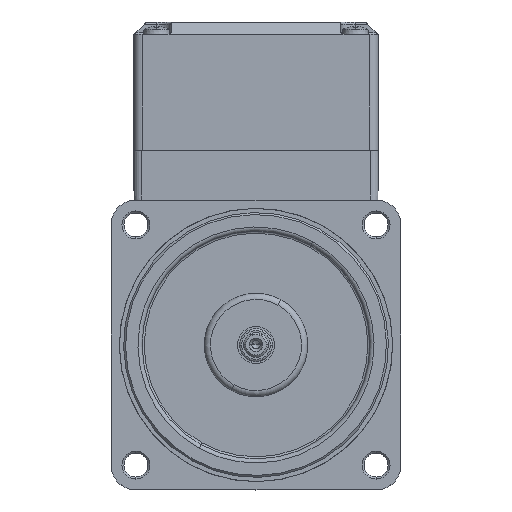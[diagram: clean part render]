
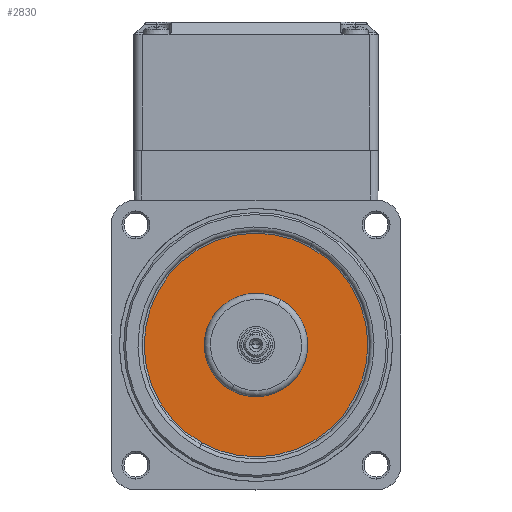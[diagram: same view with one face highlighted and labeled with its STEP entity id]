
A CAD part, top view. The second image highlights one B-rep face of the part: STEP entity #2830.
In plain terms, the highlighted face is planar.
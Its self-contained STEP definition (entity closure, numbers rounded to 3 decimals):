
#2612 = EDGE_CURVE ( 'NONE', #2676, #2677, #14762, .T. ) ;
#2659 = VERTEX_POINT ( 'NONE', #14887 ) ;
#2664 = VERTEX_POINT ( 'NONE', #14935 ) ;
#2670 = EDGE_CURVE ( 'NONE', #2664, #2659, #14931, .T. ) ;
#2676 = VERTEX_POINT ( 'NONE', #14908 ) ;
#2677 = VERTEX_POINT ( 'NONE', #14925 ) ;
#2773 = EDGE_LOOP ( 'NONE', ( #2833, #2791 ) ) ;
#2777 = EDGE_CURVE ( 'NONE', #2677, #2676, #15104, .T. ) ;
#2778 = EDGE_LOOP ( 'NONE', ( #2831, #2838 ) ) ;
#2791 = ORIENTED_EDGE ( 'NONE', *, *, #2612, .T. ) ;
#2830 = ADVANCED_FACE ( 'NONE', ( #15228, #15210 ), #15208, .T. ) ;
#2831 = ORIENTED_EDGE ( 'NONE', *, *, #2670, .F. ) ;
#2833 = ORIENTED_EDGE ( 'NONE', *, *, #2777, .T. ) ;
#2835 = EDGE_CURVE ( 'NONE', #2659, #2664, #15203, .T. ) ;
#2838 = ORIENTED_EDGE ( 'NONE', *, *, #2835, .F. ) ;
#14762 = CIRCLE ( 'NONE', #14803, 27. ) ;
#14788 = DIRECTION ( 'NONE',  ( -1., 0., 0. ) ) ;
#14789 = DIRECTION ( 'NONE',  ( 0., 0., -1. ) ) ;
#14790 = CARTESIAN_POINT ( 'NONE',  ( 0., 0., 4. ) ) ;
#14803 = AXIS2_PLACEMENT_3D ( 'NONE', #14790, #14789, #14788 ) ;
#14887 = CARTESIAN_POINT ( 'NONE',  ( 12.5, 0., 4. ) ) ;
#14908 = CARTESIAN_POINT ( 'NONE',  ( 27., 0., 4. ) ) ;
#14913 = DIRECTION ( 'NONE',  ( -1., 0., 0. ) ) ;
#14918 = AXIS2_PLACEMENT_3D ( 'NONE', #14923, #14924, #14913 ) ;
#14923 = CARTESIAN_POINT ( 'NONE',  ( 0., 0., 4. ) ) ;
#14924 = DIRECTION ( 'NONE',  ( 0., 0., -1. ) ) ;
#14925 = CARTESIAN_POINT ( 'NONE',  ( -27., 0., 4. ) ) ;
#14931 = CIRCLE ( 'NONE', #14918, 12.5 ) ;
#14935 = CARTESIAN_POINT ( 'NONE',  ( -12.5, 0., 4. ) ) ;
#15104 = CIRCLE ( 'NONE', #15121, 27. ) ;
#15121 = AXIS2_PLACEMENT_3D ( 'NONE', #15122, #15165, #15164 ) ;
#15122 = CARTESIAN_POINT ( 'NONE',  ( 0., 0., 4. ) ) ;
#15164 = DIRECTION ( 'NONE',  ( -1., 0., 0. ) ) ;
#15165 = DIRECTION ( 'NONE',  ( 0., 0., -1. ) ) ;
#15200 = DIRECTION ( 'NONE',  ( 0., 0., -1. ) ) ;
#15201 = CARTESIAN_POINT ( 'NONE',  ( 0., 27.5, 4. ) ) ;
#15203 = CIRCLE ( 'NONE', #15256, 12.5 ) ;
#15208 = PLANE ( 'NONE',  #15220 ) ;
#15210 = FACE_BOUND ( 'NONE', #2778, .T. ) ;
#15220 = AXIS2_PLACEMENT_3D ( 'NONE', #15201, #15200, #15261 ) ;
#15228 = FACE_OUTER_BOUND ( 'NONE', #2773, .T. ) ;
#15253 = DIRECTION ( 'NONE',  ( -1., 0., 0. ) ) ;
#15254 = DIRECTION ( 'NONE',  ( 0., 0., -1. ) ) ;
#15255 = CARTESIAN_POINT ( 'NONE',  ( 0., 0., 4. ) ) ;
#15256 = AXIS2_PLACEMENT_3D ( 'NONE', #15255, #15254, #15253 ) ;
#15261 = DIRECTION ( 'NONE',  ( -1., 0., 0. ) ) ;
